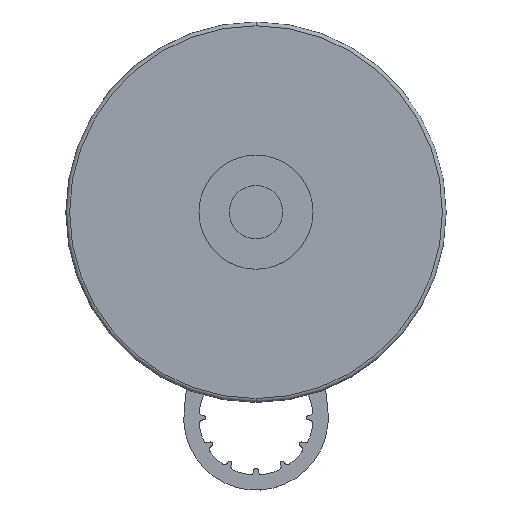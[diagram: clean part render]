
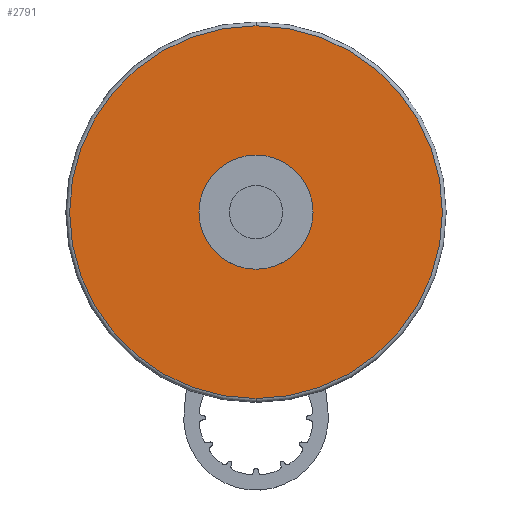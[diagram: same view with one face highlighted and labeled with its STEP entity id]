
A CAD part, top view. The second image highlights one B-rep face of the part: STEP entity #2791.
In plain terms, the highlighted planar face has unit normal (0, 0, 1).
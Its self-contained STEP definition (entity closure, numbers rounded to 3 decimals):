
#2791=ADVANCED_FACE('',(#4877,#4878),#4879,.T.);
#2867=VERTEX_POINT('',#4966);
#2871=VERTEX_POINT('',#4970);
#2873=EDGE_CURVE('',#2867,#2871,#4972,.T.);
#2879=VERTEX_POINT('',#4978);
#2887=VERTEX_POINT('',#4986);
#2891=EDGE_CURVE('',#2879,#2887,#4990,.T.);
#2893=EDGE_CURVE('',#2887,#2879,#4992,.T.);
#2897=EDGE_CURVE('',#2871,#2867,#4996,.T.);
#4877=FACE_OUTER_BOUND('',#7678,.T.);
#4878=FACE_BOUND('',#7679,.T.);
#4879=PLANE('',#7680);
#4966=CARTESIAN_POINT('',(24.982,60.966,20.65));
#4970=CARTESIAN_POINT('',(24.982,11.966,20.65));
#4972=CIRCLE('',#7796,24.5);
#4978=CARTESIAN_POINT('',(24.982,43.966,20.65));
#4986=CARTESIAN_POINT('',(24.982,28.966,20.65));
#4990=CIRCLE('',#7821,7.5);
#4992=CIRCLE('',#7824,7.5);
#4996=CIRCLE('',#7830,24.5);
#7678=EDGE_LOOP('',(#10071,#10072));
#7679=EDGE_LOOP('',(#10073,#10074));
#7680=AXIS2_PLACEMENT_3D('',#10075,#10076,#10077);
#7796=AXIS2_PLACEMENT_3D('',#10178,#10179,#10180);
#7821=AXIS2_PLACEMENT_3D('',#10189,#10190,#10191);
#7824=AXIS2_PLACEMENT_3D('',#10192,#10193,#10194);
#7830=AXIS2_PLACEMENT_3D('',#10198,#10199,#10200);
#10071=ORIENTED_EDGE('',*,*,#2873,.F.);
#10072=ORIENTED_EDGE('',*,*,#2897,.F.);
#10073=ORIENTED_EDGE('',*,*,#2891,.T.);
#10074=ORIENTED_EDGE('',*,*,#2893,.T.);
#10075=CARTESIAN_POINT('',(24.982,52.466,20.65));
#10076=DIRECTION('',(0.0,0.0,1.0));
#10077=DIRECTION('',(0.0,-1.0,0.0));
#10178=CARTESIAN_POINT('',(24.982,36.466,20.65));
#10179=DIRECTION('',(0.0,0.0,-1.0));
#10180=DIRECTION('',(0.0,1.0,0.0));
#10189=CARTESIAN_POINT('',(24.982,36.466,20.65));
#10190=DIRECTION('',(0.0,0.0,-1.0));
#10191=DIRECTION('',(0.0,1.0,0.0));
#10192=CARTESIAN_POINT('',(24.982,36.466,20.65));
#10193=DIRECTION('',(0.0,0.0,-1.0));
#10194=DIRECTION('',(0.0,1.0,0.0));
#10198=CARTESIAN_POINT('',(24.982,36.466,20.65));
#10199=DIRECTION('',(0.0,0.0,-1.0));
#10200=DIRECTION('',(0.0,1.0,0.0));
